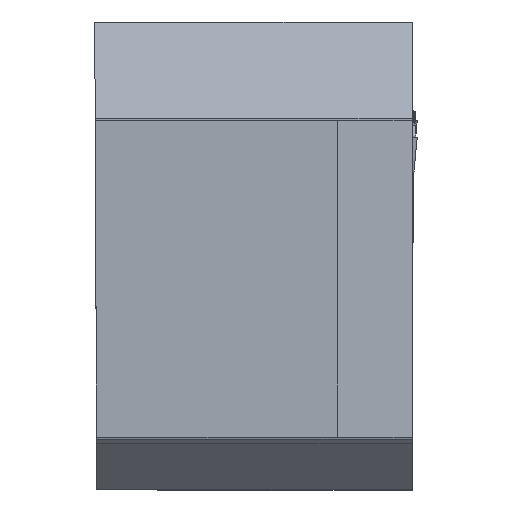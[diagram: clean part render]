
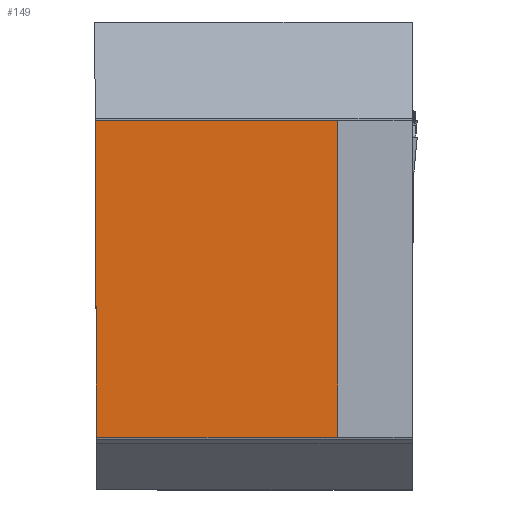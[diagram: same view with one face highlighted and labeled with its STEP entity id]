
A CAD part, top view. The second image highlights one B-rep face of the part: STEP entity #149.
In plain terms, the highlighted planar face has unit normal (0, 0, 1).
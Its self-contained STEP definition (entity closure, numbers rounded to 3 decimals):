
#149=ADVANCED_FACE('BLANK_BOXF006',(#294),#236,.T.);
#236=PLANE('',#1914);
#294=FACE_OUTER_BOUND('',#383,.T.);
#383=EDGE_LOOP('',(#635,#636,#637,#638));
#635=ORIENTED_EDGE('',*,*,#1276,.T.);
#636=ORIENTED_EDGE('',*,*,#1250,.T.);
#637=ORIENTED_EDGE('',*,*,#1277,.F.);
#638=ORIENTED_EDGE('',*,*,#1278,.F.);
#1083=VERTEX_POINT('',#2471);
#1084=VERTEX_POINT('',#2473);
#1098=VERTEX_POINT('',#2537);
#1099=VERTEX_POINT('',#2539);
#1250=EDGE_CURVE('',#1084,#1083,#1490,.T.);
#1276=EDGE_CURVE('',#1098,#1084,#1512,.T.);
#1277=EDGE_CURVE('',#1099,#1083,#1513,.T.);
#1278=EDGE_CURVE('',#1098,#1099,#1514,.T.);
#1490=LINE('',#2472,#1666);
#1512=LINE('',#2536,#1688);
#1513=LINE('',#2538,#1689);
#1514=LINE('',#2540,#1690);
#1666=VECTOR('',#2048,1.);
#1688=VECTOR('',#2094,1.);
#1689=VECTOR('',#2095,1.);
#1690=VECTOR('',#2096,1.);
#1914=AXIS2_PLACEMENT_3D('',#2541,#2097,#2098);
#2048=DIRECTION('',(0.004,-1.,0.));
#2094=DIRECTION('',(-1.,0.,0.));
#2095=DIRECTION('',(-1.,0.,0.));
#2096=DIRECTION('',(0.,-1.,0.));
#2097=DIRECTION('',(0.,0.,1.));
#2098=DIRECTION('',(1.,0.,0.));
#2471=CARTESIAN_POINT('',(0.055,0.,0.));
#2472=CARTESIAN_POINT('',(-0.022,17.721,0.));
#2473=CARTESIAN_POINT('',(0.,12.625,0.));
#2536=CARTESIAN_POINT('',(-22.,12.625,0.));
#2537=CARTESIAN_POINT('',(9.651,12.625,0.));
#2538=CARTESIAN_POINT('',(-22.,0.,0.));
#2539=CARTESIAN_POINT('',(9.651,0.,0.));
#2540=CARTESIAN_POINT('',(9.651,0.,0.));
#2541=CARTESIAN_POINT('',(-22.,17.625,0.));
